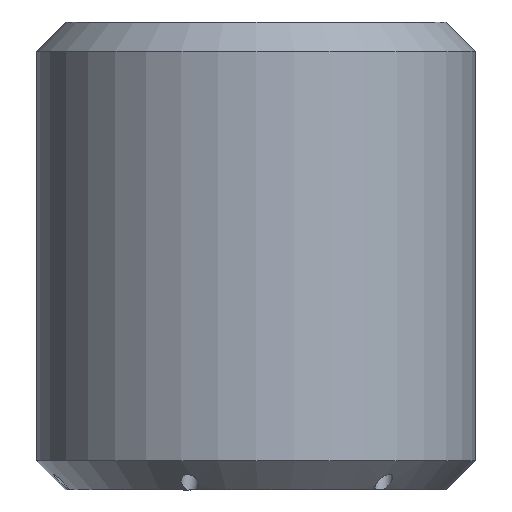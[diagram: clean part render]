
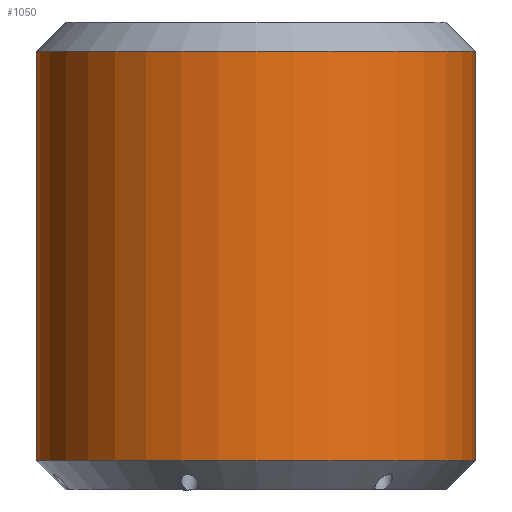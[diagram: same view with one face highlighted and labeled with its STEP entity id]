
A CAD part, front view. The second image highlights one B-rep face of the part: STEP entity #1050.
In plain terms, the highlighted cylindrical face has radius 15 mm (diameter 30 mm), a full revolution.
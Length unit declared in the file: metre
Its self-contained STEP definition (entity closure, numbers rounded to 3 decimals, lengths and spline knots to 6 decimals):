
#114=CYLINDRICAL_SURFACE('',#1575,0.015);
#173=ORIENTED_EDGE('',*,*,#382,.T.);
#174=ORIENTED_EDGE('',*,*,#395,.T.);
#382=EDGE_CURVE('',#493,#493,#592,.T.);
#395=EDGE_CURVE('',#506,#506,#599,.F.);
#493=VERTEX_POINT('',#2067);
#506=VERTEX_POINT('',#2154);
#592=CIRCLE('',#1568,0.015);
#599=CIRCLE('',#1576,0.015);
#645=EDGE_LOOP('',(#173));
#646=EDGE_LOOP('',(#174));
#811=FACE_BOUND('',#645,.T.);
#812=FACE_BOUND('',#646,.T.);
#1050=ADVANCED_FACE('',(#811,#812),#114,.T.);
#1568=AXIS2_PLACEMENT_3D('',#2066,#1730,#1731);
#1575=AXIS2_PLACEMENT_3D('',#2152,#1744,#1745);
#1576=AXIS2_PLACEMENT_3D('',#2153,#1746,#1747);
#1730=DIRECTION('',(0.,0.,1.));
#1731=DIRECTION('',(1.,0.,0.));
#1744=DIRECTION('',(0.,0.,-1.));
#1745=DIRECTION('',(-1.,0.,0.));
#1746=DIRECTION('',(0.,0.,1.));
#1747=DIRECTION('',(1.,0.,0.));
#2066=CARTESIAN_POINT('',(0.,0.,0.002));
#2067=CARTESIAN_POINT('',(0.015,0.,0.002));
#2152=CARTESIAN_POINT('',(0.,0.,0.032));
#2153=CARTESIAN_POINT('',(0.,0.,0.03));
#2154=CARTESIAN_POINT('',(0.015,0.,0.03));
